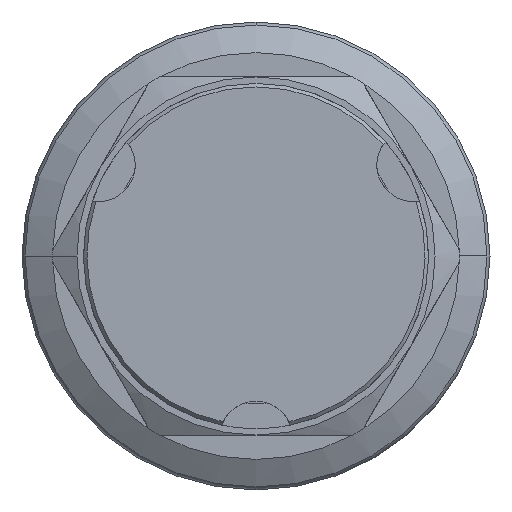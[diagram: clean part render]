
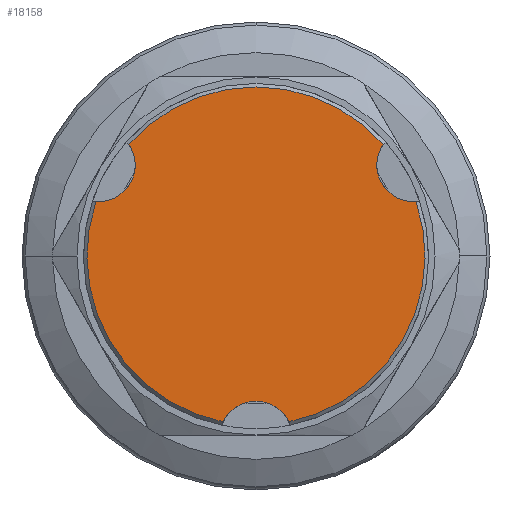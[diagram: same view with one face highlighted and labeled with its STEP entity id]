
A CAD part, left-side view. The second image highlights one B-rep face of the part: STEP entity #18158.
In plain terms, the highlighted planar face has unit normal (-1, 0, 0).
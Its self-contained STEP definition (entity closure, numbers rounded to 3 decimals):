
#132 = CARTESIAN_POINT ( 'NONE',  ( -11.1, 0., -16.7 ) ) ;
#177 = CIRCLE ( 'NONE', #18958, 19.45 ) ;
#863 = DIRECTION ( 'NONE',  ( 0., 0., 1. ) ) ;
#912 = ORIENTED_EDGE ( 'NONE', *, *, #5161, .F. ) ;
#1024 = CARTESIAN_POINT ( 'NONE',  ( -11.1, 0., 0. ) ) ;
#1433 = DIRECTION ( 'NONE',  ( -1., 0., 0. ) ) ;
#1595 = CIRCLE ( 'NONE', #9504, 4.2 ) ;
#2072 = CARTESIAN_POINT ( 'NONE',  ( -11.1, -18.414, 6.262 ) ) ;
#2077 = CARTESIAN_POINT ( 'NONE',  ( -11.1, -18.1, 10.45 ) ) ;
#2229 = AXIS2_PLACEMENT_3D ( 'NONE', #20996, #16150, #6034 ) ;
#2433 = VERTEX_POINT ( 'NONE', #12718 ) ;
#2513 = CARTESIAN_POINT ( 'NONE',  ( -11.1, 0., 0. ) ) ;
#2537 = EDGE_CURVE ( 'NONE', #3274, #16751, #10555, .T. ) ;
#2581 = CARTESIAN_POINT ( 'NONE',  ( -11.1, 3.784, -19.078 ) ) ;
#3271 = DIRECTION ( 'NONE',  ( 0., 0., 1. ) ) ;
#3274 = VERTEX_POINT ( 'NONE', #18919 ) ;
#3344 = CIRCLE ( 'NONE', #16432, 4.2 ) ;
#3531 = VERTEX_POINT ( 'NONE', #2072 ) ;
#4609 = ORIENTED_EDGE ( 'NONE', *, *, #2537, .T. ) ;
#4994 = VERTEX_POINT ( 'NONE', #13040 ) ;
#5161 = EDGE_CURVE ( 'NONE', #3274, #2433, #1595, .T. ) ;
#5456 = CARTESIAN_POINT ( 'NONE',  ( -11.1, 0., -20.9 ) ) ;
#5490 = AXIS2_PLACEMENT_3D ( 'NONE', #19939, #9861, #21341 ) ;
#5598 = DIRECTION ( 'NONE',  ( -1., 0., 0. ) ) ;
#6034 = DIRECTION ( 'NONE',  ( 0., 0., 1. ) ) ;
#6145 = AXIS2_PLACEMENT_3D ( 'NONE', #5456, #5598, #13821 ) ;
#6953 = EDGE_CURVE ( 'NONE', #4994, #3531, #3344, .T. ) ;
#6983 = ORIENTED_EDGE ( 'NONE', *, *, #11646, .F. ) ;
#8614 = CIRCLE ( 'NONE', #20700, 19.45 ) ;
#9261 = PLANE ( 'NONE',  #12171 ) ;
#9399 = DIRECTION ( 'NONE',  ( 0., 0., 1. ) ) ;
#9504 = AXIS2_PLACEMENT_3D ( 'NONE', #11083, #14404, #863 ) ;
#9861 = DIRECTION ( 'NONE',  ( -1., 0., 0. ) ) ;
#10286 = FACE_OUTER_BOUND ( 'NONE', #16277, .T. ) ;
#10555 = CIRCLE ( 'NONE', #2229, 19.45 ) ;
#11083 = CARTESIAN_POINT ( 'NONE',  ( -11.1, 18.1, 10.45 ) ) ;
#11473 = DIRECTION ( 'NONE',  ( 0., 0., -1. ) ) ;
#11646 = EDGE_CURVE ( 'NONE', #14325, #15352, #15028, .T. ) ;
#11731 = ORIENTED_EDGE ( 'NONE', *, *, #19932, .T. ) ;
#12171 = AXIS2_PLACEMENT_3D ( 'NONE', #2513, #14867, #11473 ) ;
#12287 = DIRECTION ( 'NONE',  ( -1., 0., 0. ) ) ;
#12718 = CARTESIAN_POINT ( 'NONE',  ( -11.1, 14.63, 12.816 ) ) ;
#13040 = CARTESIAN_POINT ( 'NONE',  ( -11.1, -14.63, 12.816 ) ) ;
#13821 = DIRECTION ( 'NONE',  ( 0., 0., 1. ) ) ;
#13915 = DIRECTION ( 'NONE',  ( 0., 0., 1. ) ) ;
#14325 = VERTEX_POINT ( 'NONE', #18723 ) ;
#14404 = DIRECTION ( 'NONE',  ( -1., 0., 0. ) ) ;
#14563 = DIRECTION ( 'NONE',  ( -1., 0., 0. ) ) ;
#14867 = DIRECTION ( 'NONE',  ( 1., 0., 0. ) ) ;
#15028 = CIRCLE ( 'NONE', #6145, 4.2 ) ;
#15352 = VERTEX_POINT ( 'NONE', #132 ) ;
#16150 = DIRECTION ( 'NONE',  ( -1., 0., 0. ) ) ;
#16277 = EDGE_LOOP ( 'NONE', ( #20093, #20965, #11731, #912, #4609, #20382, #6983 ) ) ;
#16432 = AXIS2_PLACEMENT_3D ( 'NONE', #2077, #12287, #13915 ) ;
#16751 = VERTEX_POINT ( 'NONE', #2581 ) ;
#17725 = EDGE_CURVE ( 'NONE', #15352, #16751, #20030, .T. ) ;
#18158 = ADVANCED_FACE ( 'NONE', ( #10286 ), #9261, .F. ) ;
#18256 = CARTESIAN_POINT ( 'NONE',  ( -11.1, 0., 0. ) ) ;
#18723 = CARTESIAN_POINT ( 'NONE',  ( -11.1, -3.784, -19.078 ) ) ;
#18919 = CARTESIAN_POINT ( 'NONE',  ( -11.1, 18.414, 6.262 ) ) ;
#18958 = AXIS2_PLACEMENT_3D ( 'NONE', #1024, #14563, #9399 ) ;
#19932 = EDGE_CURVE ( 'NONE', #4994, #2433, #177, .T. ) ;
#19939 = CARTESIAN_POINT ( 'NONE',  ( -11.1, 0., -20.9 ) ) ;
#20030 = CIRCLE ( 'NONE', #5490, 4.2 ) ;
#20093 = ORIENTED_EDGE ( 'NONE', *, *, #20616, .T. ) ;
#20382 = ORIENTED_EDGE ( 'NONE', *, *, #17725, .F. ) ;
#20616 = EDGE_CURVE ( 'NONE', #14325, #3531, #8614, .T. ) ;
#20700 = AXIS2_PLACEMENT_3D ( 'NONE', #18256, #1433, #3271 ) ;
#20965 = ORIENTED_EDGE ( 'NONE', *, *, #6953, .F. ) ;
#20996 = CARTESIAN_POINT ( 'NONE',  ( -11.1, 0., 0. ) ) ;
#21341 = DIRECTION ( 'NONE',  ( 0., 0., 1. ) ) ;
